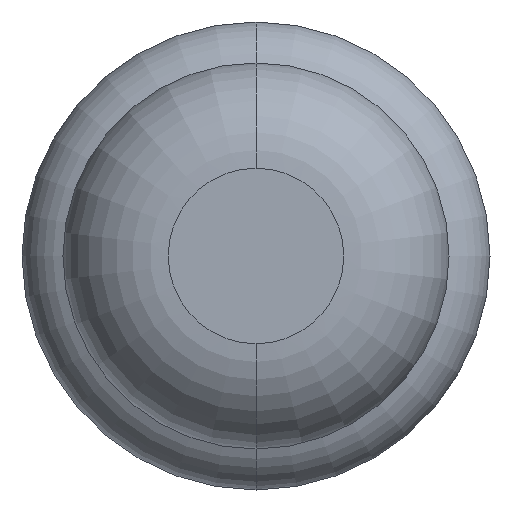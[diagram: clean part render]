
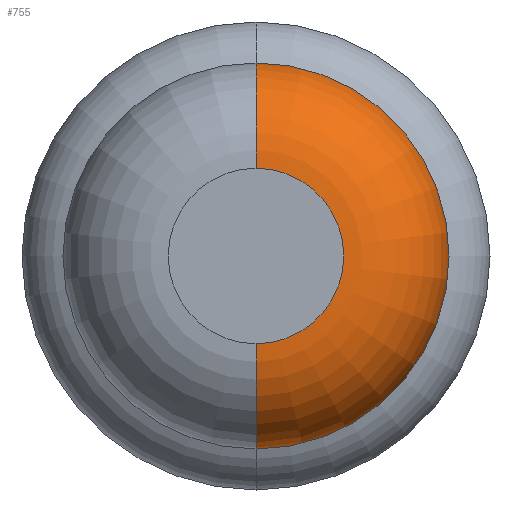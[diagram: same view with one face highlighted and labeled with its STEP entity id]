
A CAD part, front view. The second image highlights one B-rep face of the part: STEP entity #755.
In plain terms, the highlighted toroidal (fillet/blend) face has major radius 0.375 mm and minor radius 0.45 mm.
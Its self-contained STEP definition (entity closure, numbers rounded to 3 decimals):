
#39 = DIRECTION ( 'NONE',  ( 0., 1., 0. ) ) ;
#212 = CARTESIAN_POINT ( 'NONE',  ( 0., -29.95, 0.375 ) ) ;
#285 = EDGE_LOOP ( 'NONE', ( #616, #3683, #1508, #916 ) ) ;
#288 = CIRCLE ( 'NONE', #3433, 0.825 ) ;
#616 = ORIENTED_EDGE ( 'NONE', *, *, #1601, .T. ) ;
#745 = EDGE_CURVE ( 'NONE', #2834, #3987, #1136, .T. ) ;
#755 = ADVANCED_FACE ( 'Defeature ausgef�hrt1_6', ( #3656 ), #3545, .T. ) ;
#824 = VERTEX_POINT ( 'NONE', #1836 ) ;
#859 = DIRECTION ( 'NONE',  ( 0., 0., 1. ) ) ;
#916 = ORIENTED_EDGE ( 'NONE', *, *, #745, .F. ) ;
#963 = DIRECTION ( 'NONE',  ( 0., 0., 1. ) ) ;
#1136 = CIRCLE ( 'NONE', #1848, 0.45 ) ;
#1161 = CARTESIAN_POINT ( 'NONE',  ( 0., -29.95, -0.375 ) ) ;
#1322 = CARTESIAN_POINT ( 'NONE',  ( 0., -29.95, 0. ) ) ;
#1388 = VERTEX_POINT ( 'NONE', #3680 ) ;
#1508 = ORIENTED_EDGE ( 'NONE', *, *, #3770, .F. ) ;
#1601 = EDGE_CURVE ( 'Defeature ausgef�hrt1_6+Defeature ausgef�hrt1_5+Defeature ausgef�hrt1_5+Defeature ausgef�hrt1_5', #2834, #1388, #2567, .T. ) ;
#1652 = EDGE_CURVE ( 'NONE', #1388, #824, #3116, .T. ) ;
#1836 = CARTESIAN_POINT ( 'NONE',  ( 0., -29.95, -0.825 ) ) ;
#1848 = AXIS2_PLACEMENT_3D ( 'NONE', #212, #2430, #859 ) ;
#2099 = AXIS2_PLACEMENT_3D ( 'NONE', #1161, #3086, #2128 ) ;
#2128 = DIRECTION ( 'NONE',  ( 0., 0., -1. ) ) ;
#2152 = CARTESIAN_POINT ( 'NONE',  ( 0., -29.95, 0. ) ) ;
#2264 = DIRECTION ( 'NONE',  ( 0., 0., 1. ) ) ;
#2318 = DIRECTION ( 'NONE',  ( 0., 1., 0. ) ) ;
#2430 = DIRECTION ( 'NONE',  ( -1., 0., 0. ) ) ;
#2434 = AXIS2_PLACEMENT_3D ( 'NONE', #2152, #2542, #963 ) ;
#2542 = DIRECTION ( 'NONE',  ( 0., 1., 0. ) ) ;
#2567 = CIRCLE ( 'NONE', #3823, 0.375 ) ;
#2640 = CARTESIAN_POINT ( 'NONE',  ( 0., -30.4, 0. ) ) ;
#2834 = VERTEX_POINT ( 'NONE', #3642 ) ;
#3086 = DIRECTION ( 'NONE',  ( 1., 0., 0. ) ) ;
#3116 = CIRCLE ( 'NONE', #2099, 0.45 ) ;
#3300 = DIRECTION ( 'NONE',  ( 0., 0., 1. ) ) ;
#3433 = AXIS2_PLACEMENT_3D ( 'NONE', #1322, #39, #2264 ) ;
#3545 = TOROIDAL_SURFACE ( 'NONE', #2434, 0.375, 0.45 ) ;
#3556 = CARTESIAN_POINT ( 'NONE',  ( 0., -29.95, 0.825 ) ) ;
#3642 = CARTESIAN_POINT ( 'NONE',  ( 0., -30.4, 0.375 ) ) ;
#3656 = FACE_OUTER_BOUND ( 'NONE', #285, .T. ) ;
#3680 = CARTESIAN_POINT ( 'NONE',  ( 0., -30.4, -0.375 ) ) ;
#3683 = ORIENTED_EDGE ( 'NONE', *, *, #1652, .T. ) ;
#3770 = EDGE_CURVE ( 'Defeature ausgef�hrt1_7+Defeature ausgef�hrt1_6+Defeature ausgef�hrt1_6+Defeature ausgef�hrt1_6', #3987, #824, #288, .T. ) ;
#3823 = AXIS2_PLACEMENT_3D ( 'NONE', #2640, #2318, #3300 ) ;
#3987 = VERTEX_POINT ( 'NONE', #3556 ) ;
